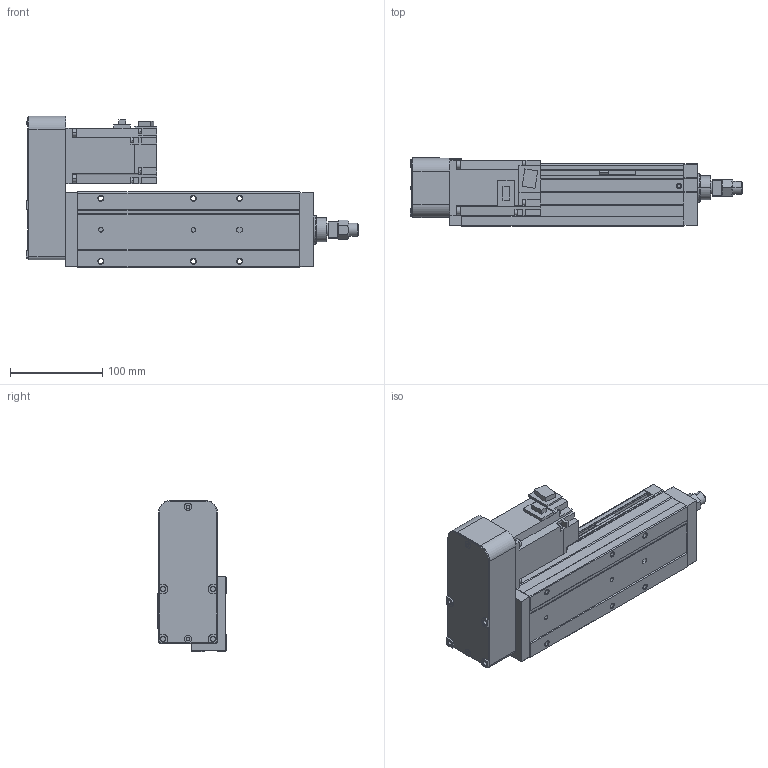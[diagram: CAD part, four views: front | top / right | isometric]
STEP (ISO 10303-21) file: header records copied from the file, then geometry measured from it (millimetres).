
FILE_DESCRIPTION (( 'STEP AP214' ), '1' );
FILE_NAME ('ETU08BL-16XLD-0050-XXXX(2).STEP', '2025-02-28T14:42:10', ( '' ), ( '' ), 'SwSTEP 2.0', 'SolidWorks 2022', '' );
FILE_SCHEMA (( 'AUTOMOTIVE_DESIGN' ));
Length unit declared in the file: millimetre
Products named in the file (10): ETU08-0050NUT; ETU08BL-16XLD-0050-XXXX(2); ETU08-0050MOTOR; ETU08-0050BODY2; ETU08-0050BODY1; ETU08-0050BODY3; FANG STICKER; ETU08-0050BODY0; ETU08-0050ROD; ETU08-0050SENSOR
Assembly tree (10 placements, depth 2):
  ETU08BL-16XLD-0050-XXXX(2)
    ETU08-0050BODY0
    ETU08-0050BODY1
    ETU08-0050BODY2
    ETU08-0050BODY3
    ETU08-0050MOTOR
    ETU08-0050ROD
    ETU08-0050NUT
    ETU08-0050SENSOR  x2
    FANG STICKER
Bounding box: 359 x 74.3 x 163.8 mm (x, y, z)
Volume: 1934609.8 mm3; surface area: 229966.8 mm2
Topology: 10 solids, 10 shells, 893 faces, 2267 edges, 1466 vertices
Faces by surface type: plane 598, cylinder 199, cone 88, torus 8
Entity records: 26901 total; most frequent: CARTESIAN_POINT 4741, DIRECTION 4509, ORIENTED_EDGE 4458, EDGE_CURVE 2229, LINE 1697, VECTOR 1697, VERTEX_POINT 1446, AXIS2_PLACEMENT_3D 1406
